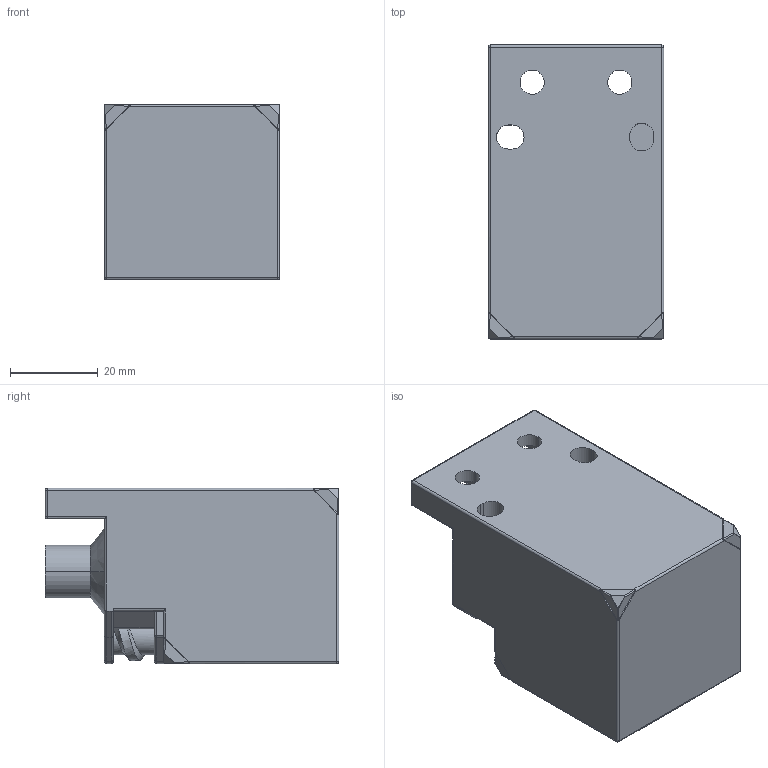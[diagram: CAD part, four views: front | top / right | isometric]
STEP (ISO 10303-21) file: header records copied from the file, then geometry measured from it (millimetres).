
FILE_DESCRIPTION((''),'2;1');
FILE_NAME('PRT0001_SW0002','2012-03-15T',('dhelisch'),(''),'PRO/ENGINEER BY PARAMETRIC TECHNOLOGY CORPORATION, 2007250','PRO/ENGINEER BY PARAMETRIC TECHNOLOGY CORPORATION, 2007250','');
FILE_SCHEMA(('CONFIG_CONTROL_DESIGN'));
Length unit declared in the file: millimetre
Products named in the file (1): PRT0001_SW0002
Bounding box: 40 x 67 x 40 mm (x, y, z)
Surface area: 14953.7 mm2 (no closed solid volume)
Topology: 0 solids, 1 shells, 211 faces, 520 edges, 323 vertices
Faces by surface type: cylinder 90, plane 72, bspline 27, sphere 13, torus 7, cone 2
Entity records: 9786 total; most frequent: CARTESIAN_POINT 3141, ORIENTED_EDGE 1018, DIRECTION 927, EDGE_CURVE 510, AXIS2_PLACEMENT_3D 317, VERTEX_POINT 305, VECTOR 293, LINE 293
